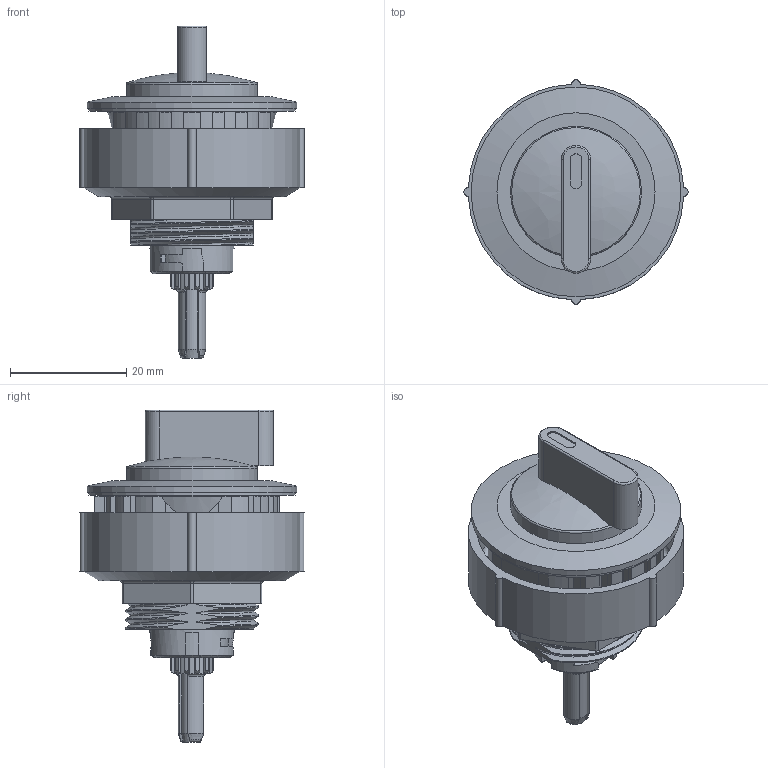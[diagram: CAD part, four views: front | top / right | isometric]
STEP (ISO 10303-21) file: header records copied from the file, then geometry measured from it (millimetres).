
FILE_DESCRIPTION(/* description */ (''),/* implementation_level */ '2;1');
FILE_NAME(/* name */ 'KRJ(M)DAU_ipt.stp',/* time_stamp */ '2018-04-10T16:31:57+02:00',/* author */ ('mreiber'),/* organization */ (''),/* preprocessor_version */ 'ST-DEVELOPER v16.1',/* originating_system */ 'Autodesk Inventor 2016',/* authorisation */ '');
FILE_SCHEMA (('AUTOMOTIVE_DESIGN { 1 0 10303 214 3 1 1 }'));
Length unit declared in the file: millimetre
Products named in the file (1): KRJ(M)DAU_ipt
Bounding box: 38.49 x 38.49 x 57 mm (x, y, z)
Volume: 19957.8 mm3; surface area: 9770.7 mm2
Topology: 1 solids, 1 shells, 428 faces, 1214 edges, 802 vertices
Faces by surface type: plane 191, cylinder 131, cone 44, bspline 43, torus 19
Full cylindrical faces by diameter (mm): 14.55 x1, 22.5 x1, 24.25 x1, 34 x1, 35.5 x1, 36 x1
Entity records: 66347 total; most frequent: CARTESIAN_POINT 55718, ORIENTED_EDGE 2382, DIRECTION 2042, EDGE_CURVE 1191, VERTEX_POINT 792, AXIS2_PLACEMENT_3D 747, LINE 548, VECTOR 548
